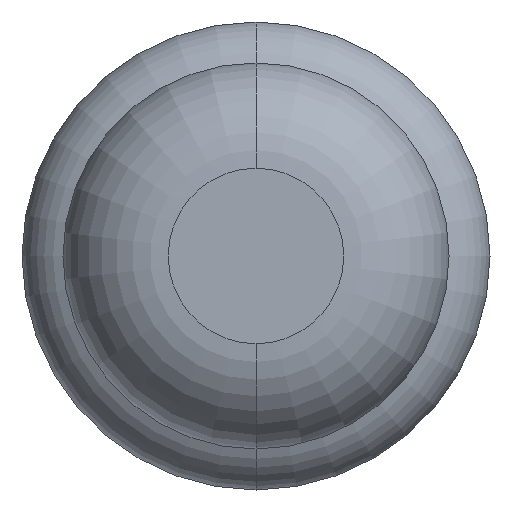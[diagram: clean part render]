
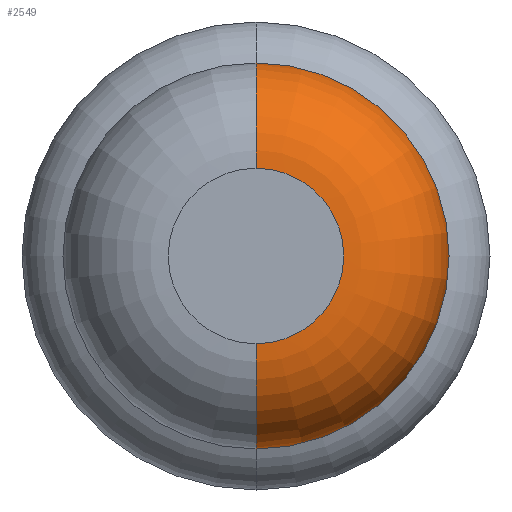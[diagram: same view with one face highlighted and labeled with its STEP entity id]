
A CAD part, front view. The second image highlights one B-rep face of the part: STEP entity #2549.
In plain terms, the highlighted toroidal (fillet/blend) face has major radius 0.375 mm and minor radius 0.45 mm.
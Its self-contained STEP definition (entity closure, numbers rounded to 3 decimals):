
#67 = EDGE_CURVE ( 'NONE', #3552, #2132, #4023, .T. ) ;
#223 = CARTESIAN_POINT ( 'NONE',  ( 0., -26., -0.375 ) ) ;
#260 = AXIS2_PLACEMENT_3D ( 'NONE', #2022, #3577, #2601 ) ;
#353 = DIRECTION ( 'NONE',  ( 0., 1., 0. ) ) ;
#389 = CARTESIAN_POINT ( 'NONE',  ( 0., -26., 0. ) ) ;
#417 = CIRCLE ( 'NONE', #3799, 0.375 ) ;
#506 = DIRECTION ( 'NONE',  ( 1., 0., 0. ) ) ;
#673 = EDGE_LOOP ( 'NONE', ( #3157, #3912, #3601, #2661 ) ) ;
#685 = AXIS2_PLACEMENT_3D ( 'NONE', #2357, #810, #790 ) ;
#790 = DIRECTION ( 'NONE',  ( 0., 0., 1. ) ) ;
#810 = DIRECTION ( 'NONE',  ( 0., 1., 0. ) ) ;
#1273 = CARTESIAN_POINT ( 'NONE',  ( 0., -25.55, 0.375 ) ) ;
#1353 = VERTEX_POINT ( 'NONE', #2460 ) ;
#1408 = CARTESIAN_POINT ( 'NONE',  ( 0., -25.55, -0.825 ) ) ;
#1503 = CIRCLE ( 'NONE', #685, 0.825 ) ;
#1873 = DIRECTION ( 'NONE',  ( -1., 0., 0. ) ) ;
#1884 = CARTESIAN_POINT ( 'NONE',  ( 0., -26., 0.375 ) ) ;
#2022 = CARTESIAN_POINT ( 'NONE',  ( 0., -25.55, 0. ) ) ;
#2055 = DIRECTION ( 'NONE',  ( 0., 0., -1. ) ) ;
#2132 = VERTEX_POINT ( 'NONE', #1408 ) ;
#2311 = VERTEX_POINT ( 'NONE', #1884 ) ;
#2357 = CARTESIAN_POINT ( 'NONE',  ( 0., -25.55, 0. ) ) ;
#2460 = CARTESIAN_POINT ( 'NONE',  ( 0., -25.55, 0.825 ) ) ;
#2549 = ADVANCED_FACE ( 'Defeature ausgef�hrt1_8', ( #3463 ), #2616, .T. ) ;
#2601 = DIRECTION ( 'NONE',  ( 0., 0., 1. ) ) ;
#2616 = TOROIDAL_SURFACE ( 'NONE', #260, 0.375, 0.45 ) ;
#2627 = EDGE_CURVE ( 'Defeature ausgef�hrt1_9+Defeature ausgef�hrt1_8+Defeature ausgef�hrt1_8+Defeature ausgef�hrt1_8', #1353, #2132, #1503, .T. ) ;
#2661 = ORIENTED_EDGE ( 'NONE', *, *, #2797, .F. ) ;
#2734 = CARTESIAN_POINT ( 'NONE',  ( 0., -25.55, -0.375 ) ) ;
#2797 = EDGE_CURVE ( 'NONE', #2311, #1353, #3311, .T. ) ;
#3138 = DIRECTION ( 'NONE',  ( 0., 0., 1. ) ) ;
#3151 = DIRECTION ( 'NONE',  ( 0., 0., 1. ) ) ;
#3157 = ORIENTED_EDGE ( 'NONE', *, *, #3878, .T. ) ;
#3311 = CIRCLE ( 'NONE', #3458, 0.45 ) ;
#3458 = AXIS2_PLACEMENT_3D ( 'NONE', #1273, #1873, #3138 ) ;
#3463 = FACE_OUTER_BOUND ( 'NONE', #673, .T. ) ;
#3487 = AXIS2_PLACEMENT_3D ( 'NONE', #2734, #506, #2055 ) ;
#3552 = VERTEX_POINT ( 'NONE', #223 ) ;
#3577 = DIRECTION ( 'NONE',  ( 0., 1., 0. ) ) ;
#3601 = ORIENTED_EDGE ( 'NONE', *, *, #2627, .F. ) ;
#3799 = AXIS2_PLACEMENT_3D ( 'NONE', #389, #353, #3151 ) ;
#3878 = EDGE_CURVE ( 'Defeature ausgef�hrt1_8+Defeature ausgef�hrt1_7+Defeature ausgef�hrt1_7+Defeature ausgef�hrt1_7', #2311, #3552, #417, .T. ) ;
#3912 = ORIENTED_EDGE ( 'NONE', *, *, #67, .T. ) ;
#4023 = CIRCLE ( 'NONE', #3487, 0.45 ) ;
